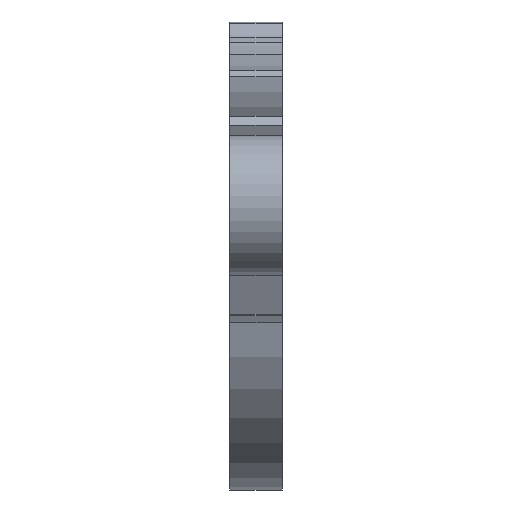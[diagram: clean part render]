
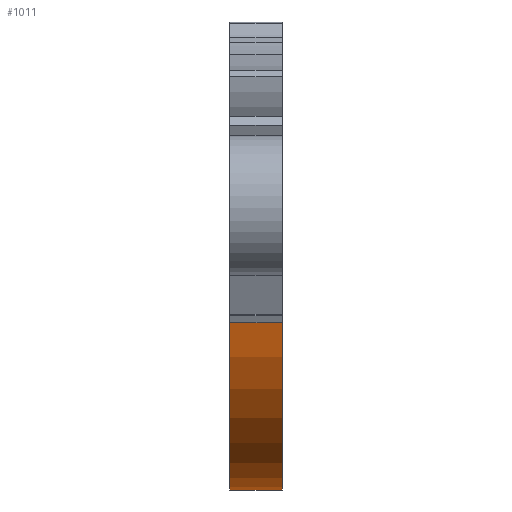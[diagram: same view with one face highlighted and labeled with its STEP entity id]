
A CAD part, top view. The second image highlights one B-rep face of the part: STEP entity #1011.
In plain terms, the highlighted cylindrical face has radius 12.093 mm (diameter 24.185 mm), a partial arc.
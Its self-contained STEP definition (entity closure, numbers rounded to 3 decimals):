
#48 = AXIS2_PLACEMENT_3D ( 'NONE', #379, #1069, #1981 ) ;
#58 = CIRCLE ( 'NONE', #1671, 12.093 ) ;
#197 = DIRECTION ( 'NONE',  ( 0., 0., 1. ) ) ;
#294 = LINE ( 'NONE', #451, #1334 ) ;
#366 = CYLINDRICAL_SURFACE ( 'NONE', #1662, 12.093 ) ;
#379 = CARTESIAN_POINT ( 'NONE',  ( -7.481, 1.515, 0.34 ) ) ;
#451 = CARTESIAN_POINT ( 'NONE',  ( -4.481, -1.088, 12.149 ) ) ;
#501 = ORIENTED_EDGE ( 'NONE', *, *, #810, .T. ) ;
#570 = FACE_OUTER_BOUND ( 'NONE', #1891, .T. ) ;
#624 = CARTESIAN_POINT ( 'NONE',  ( -4.481, 1.515, 0.34 ) ) ;
#810 = EDGE_CURVE ( 'NONE', #1582, #820, #294, .T. ) ;
#820 = VERTEX_POINT ( 'NONE', #2053 ) ;
#1009 = CARTESIAN_POINT ( 'NONE',  ( -7.481, -1.088, -11.47 ) ) ;
#1011 = ADVANCED_FACE ( 'NONE', ( #570 ), #366, .T. ) ;
#1030 = EDGE_CURVE ( 'NONE', #2088, #820, #2263, .T. ) ;
#1069 = DIRECTION ( 'NONE',  ( -1., 0., 0. ) ) ;
#1207 = VERTEX_POINT ( 'NONE', #1737 ) ;
#1328 = DIRECTION ( 'NONE',  ( -1., 0., 0. ) ) ;
#1334 = VECTOR ( 'NONE', #1708, 1000. ) ;
#1455 = ORIENTED_EDGE ( 'NONE', *, *, #1525, .T. ) ;
#1502 = VECTOR ( 'NONE', #1712, 1000. ) ;
#1525 = EDGE_CURVE ( 'NONE', #1207, #1582, #58, .T. ) ;
#1527 = LINE ( 'NONE', #2238, #1502 ) ;
#1582 = VERTEX_POINT ( 'NONE', #1627 ) ;
#1627 = CARTESIAN_POINT ( 'NONE',  ( -4.481, -1.088, 12.149 ) ) ;
#1628 = DIRECTION ( 'NONE',  ( -1., 0., 0. ) ) ;
#1662 = AXIS2_PLACEMENT_3D ( 'NONE', #1770, #1628, #197 ) ;
#1671 = AXIS2_PLACEMENT_3D ( 'NONE', #624, #1328, #1811 ) ;
#1708 = DIRECTION ( 'NONE',  ( -1., 0., 0. ) ) ;
#1712 = DIRECTION ( 'NONE',  ( -1., 0., 0. ) ) ;
#1721 = ORIENTED_EDGE ( 'NONE', *, *, #1775, .F. ) ;
#1737 = CARTESIAN_POINT ( 'NONE',  ( -4.481, -1.088, -11.47 ) ) ;
#1769 = ORIENTED_EDGE ( 'NONE', *, *, #1030, .F. ) ;
#1770 = CARTESIAN_POINT ( 'NONE',  ( -4.481, 1.515, 0.34 ) ) ;
#1775 = EDGE_CURVE ( 'NONE', #1207, #2088, #1527, .T. ) ;
#1811 = DIRECTION ( 'NONE',  ( 0., 0., 1. ) ) ;
#1891 = EDGE_LOOP ( 'NONE', ( #1769, #1721, #1455, #501 ) ) ;
#1981 = DIRECTION ( 'NONE',  ( 0., 0., 1. ) ) ;
#2053 = CARTESIAN_POINT ( 'NONE',  ( -7.481, -1.088, 12.149 ) ) ;
#2088 = VERTEX_POINT ( 'NONE', #1009 ) ;
#2238 = CARTESIAN_POINT ( 'NONE',  ( -4.481, -1.088, -11.47 ) ) ;
#2263 = CIRCLE ( 'NONE', #48, 12.093 ) ;
